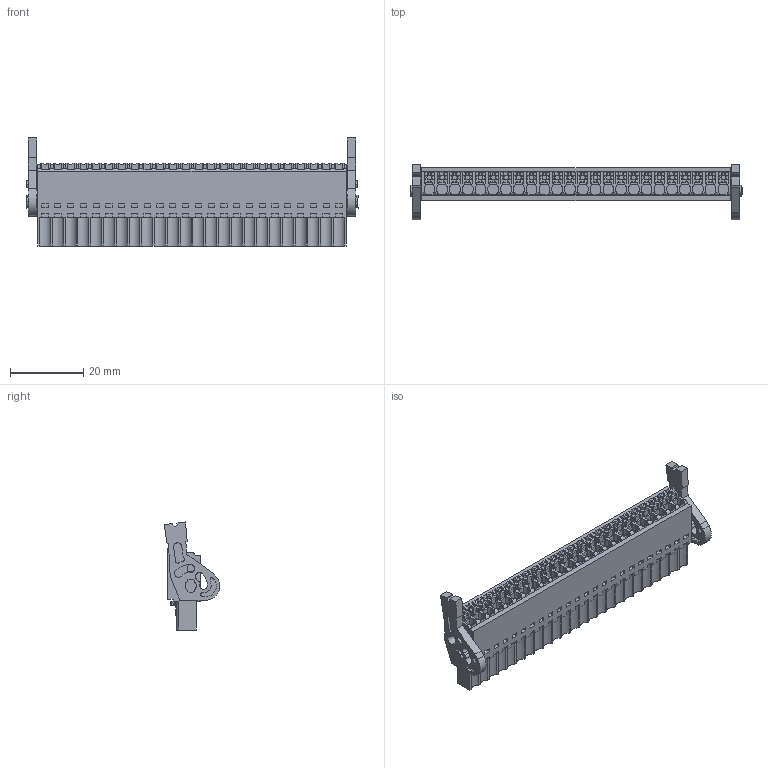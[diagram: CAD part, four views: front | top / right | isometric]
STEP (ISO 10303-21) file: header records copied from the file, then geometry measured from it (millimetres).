
FILE_DESCRIPTION(('CATIA V5R24 STEP','CAx-IF Rec.Pracs.--- Model Styling and Organization---1.2---2011-12-15'),'2;1');
FILE_NAME ('D1463157_0', '2018-03-16T13:18:50+00:00', ('Weidmueller Interface'), ('Weidmueller'), 'CATIA Version 5-6 Release 2014 SP4 HF52', 'CATIA V5 STEP AP214', 'none');
FILE_SCHEMA(('AUTOMOTIVE_DESIGN { 1 0 10303 214 1 1 1 1 }'));
Products named in the file (1): 2538180000
Bounding box: 90.9 x 15.3 x 29.59 mm (x, y, z)
Volume: 13058 mm3; surface area: 10963.8 mm2
Topology: 27 solids, 27 shells, 2396 faces, 7005 edges, 4723 vertices
Faces by surface type: plane 2107, cylinder 289
Entity records: 74172 total; most frequent: CARTESIAN_POINT 15071, ORIENTED_EDGE 14010, DIRECTION 9405, EDGE_CURVE 7005, VECTOR 5745, LINE 5745, VERTEX_POINT 4723, EDGE_LOOP 2516
